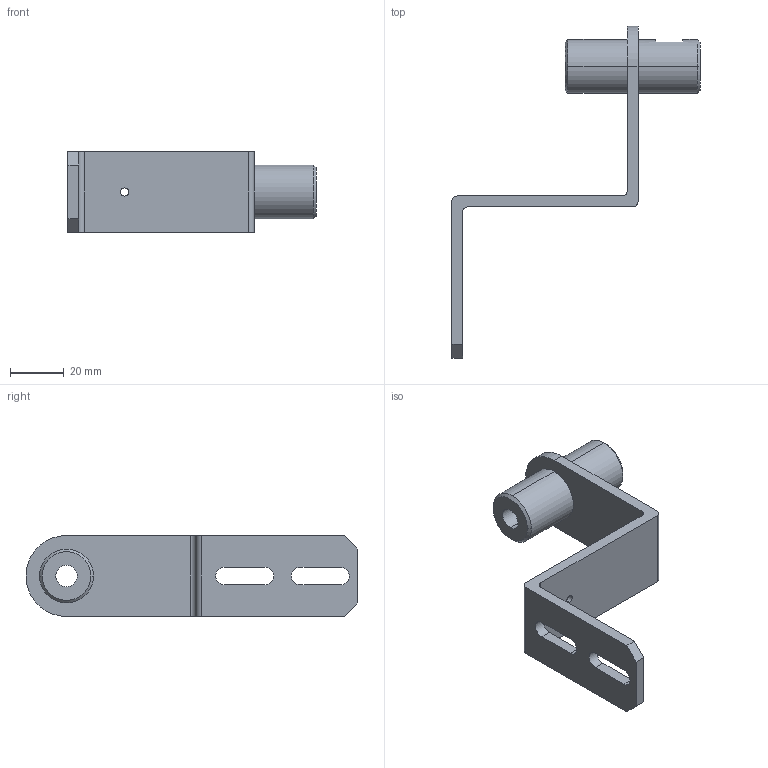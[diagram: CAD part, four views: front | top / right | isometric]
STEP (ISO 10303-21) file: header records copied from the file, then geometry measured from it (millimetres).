
FILE_DESCRIPTION (( 'STEP AP214' ), '1' );
FILE_NAME ('NEW SUPPORT.STEP', '2025-09-05T02:42:35', ( '' ), ( '' ), 'SwSTEP 2.0', 'SolidWorks 2015', '' );
FILE_SCHEMA (( 'AUTOMOTIVE_DESIGN' ));
Length unit declared in the file: millimetre
Products named in the file (2): NEW SUPPORT
Bounding box: 92 x 123 x 30 mm (x, y, z)
Volume: 32747.3 mm3; surface area: 16527.6 mm2
Topology: 1 solids, 1 shells, 43 faces, 112 edges, 74 vertices
Faces by surface type: plane 20, cylinder 19, cone 4
Entity records: 1862 total; most frequent: CARTESIAN_POINT 287, DIRECTION 244, ORIENTED_EDGE 224, EDGE_CURVE 112, AXIS2_PLACEMENT_3D 89, VERTEX_POINT 74, VECTOR 66, LINE 66
